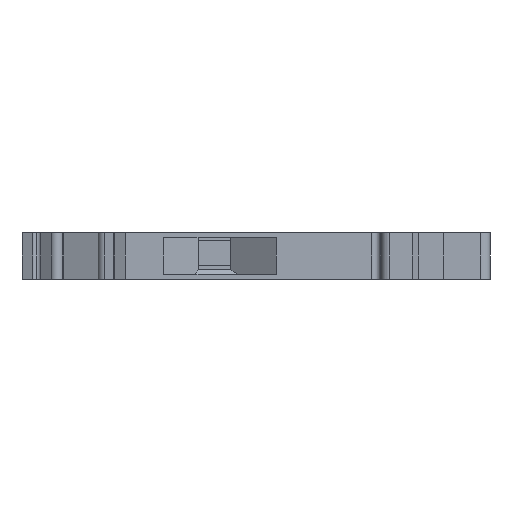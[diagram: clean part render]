
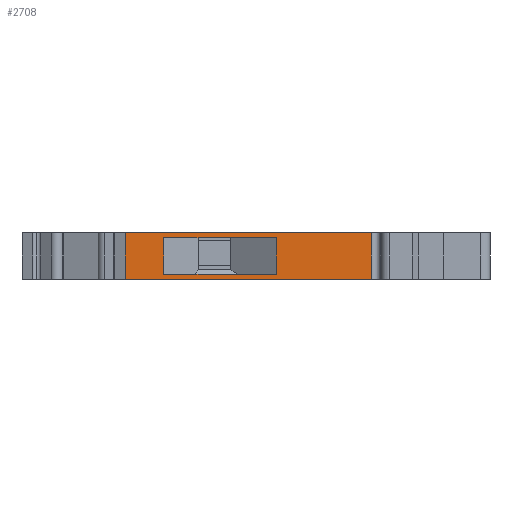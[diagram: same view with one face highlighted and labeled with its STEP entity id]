
A CAD part, left-side view. The second image highlights one B-rep face of the part: STEP entity #2708.
In plain terms, the highlighted planar face has unit normal (-1, 0, 0).
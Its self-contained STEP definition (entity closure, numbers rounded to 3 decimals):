
#438=ORIENTED_EDGE('',*,*,#964,.T.);
#439=ORIENTED_EDGE('',*,*,#977,.T.);
#440=ORIENTED_EDGE('',*,*,#962,.F.);
#441=ORIENTED_EDGE('',*,*,#968,.F.);
#442=ORIENTED_EDGE('',*,*,#1158,.T.);
#443=ORIENTED_EDGE('',*,*,#1159,.F.);
#444=ORIENTED_EDGE('',*,*,#1160,.F.);
#445=ORIENTED_EDGE('',*,*,#1041,.T.);
#962=EDGE_CURVE('',#1361,#1360,#1631,.T.);
#964=EDGE_CURVE('',#1364,#1363,#1633,.T.);
#968=EDGE_CURVE('',#1364,#1361,#1637,.T.);
#977=EDGE_CURVE('',#1363,#1360,#1646,.T.);
#1041=EDGE_CURVE('',#1432,#1431,#1687,.T.);
#1158=EDGE_CURVE('',#1431,#1515,#1785,.T.);
#1159=EDGE_CURVE('',#1516,#1515,#1786,.T.);
#1160=EDGE_CURVE('',#1432,#1516,#1787,.T.);
#1360=VERTEX_POINT('',#3858);
#1361=VERTEX_POINT('',#3860);
#1363=VERTEX_POINT('',#3865);
#1364=VERTEX_POINT('',#3867);
#1431=VERTEX_POINT('',#4016);
#1432=VERTEX_POINT('',#4018);
#1515=VERTEX_POINT('',#4249);
#1516=VERTEX_POINT('',#4253);
#1631=LINE('',#3861,#1956);
#1633=LINE('',#3866,#1958);
#1637=LINE('',#3873,#1962);
#1646=LINE('',#3888,#1971);
#1687=LINE('',#4017,#2012);
#1785=LINE('',#4250,#2110);
#1786=LINE('',#4252,#2111);
#1787=LINE('',#4254,#2112);
#1956=VECTOR('',#3079,1000.);
#1958=VECTOR('',#3083,1000.);
#1962=VECTOR('',#3089,1000.);
#1971=VECTOR('',#3104,1000.);
#2012=VECTOR('',#3195,1000.);
#2110=VECTOR('',#3395,1000.);
#2111=VECTOR('',#3398,1000.);
#2112=VECTOR('',#3399,1000.);
#2301=EDGE_LOOP('',(#438,#439,#440,#441));
#2302=EDGE_LOOP('',(#442,#443,#444,#445));
#2452=FACE_BOUND('',#2301,.T.);
#2453=FACE_BOUND('',#2302,.T.);
#2596=PLANE('',#2906);
#2708=ADVANCED_FACE('',(#2452,#2453),#2596,.F.);
#2906=AXIS2_PLACEMENT_3D('',#4251,#3396,#3397);
#3079=DIRECTION('',(0.,0.,1.));
#3083=DIRECTION('',(0.,0.,1.));
#3089=DIRECTION('',(0.,-1.,0.));
#3104=DIRECTION('',(0.,-1.,0.));
#3195=DIRECTION('',(0.,-1.,0.));
#3395=DIRECTION('',(0.,0.,1.));
#3396=DIRECTION('',(1.,0.,0.));
#3397=DIRECTION('',(0.,0.,-1.));
#3398=DIRECTION('',(0.,-1.,0.));
#3399=DIRECTION('',(0.,0.,1.));
#3858=CARTESIAN_POINT('',(-20.75,-2.122,4.5));
#3860=CARTESIAN_POINT('',(-20.75,-2.122,0.5));
#3861=CARTESIAN_POINT('',(-20.75,-2.122,0.5));
#3865=CARTESIAN_POINT('',(-20.75,10.078,4.5));
#3866=CARTESIAN_POINT('',(-20.75,10.078,0.5));
#3867=CARTESIAN_POINT('',(-20.75,10.078,0.5));
#3873=CARTESIAN_POINT('',(-20.75,-2.122,0.5));
#3888=CARTESIAN_POINT('',(-20.75,-2.122,4.5));
#4016=CARTESIAN_POINT('',(-20.75,-12.452,0.));
#4017=CARTESIAN_POINT('',(-20.75,-20.352,0.));
#4018=CARTESIAN_POINT('',(-20.75,14.272,0.));
#4249=CARTESIAN_POINT('',(-20.75,-12.452,5.));
#4250=CARTESIAN_POINT('',(-20.75,-12.452,-1.));
#4251=CARTESIAN_POINT('',(-20.75,-20.352,5.));
#4252=CARTESIAN_POINT('',(-20.75,-20.352,5.));
#4253=CARTESIAN_POINT('',(-20.75,14.272,5.));
#4254=CARTESIAN_POINT('',(-20.75,14.272,0.));
